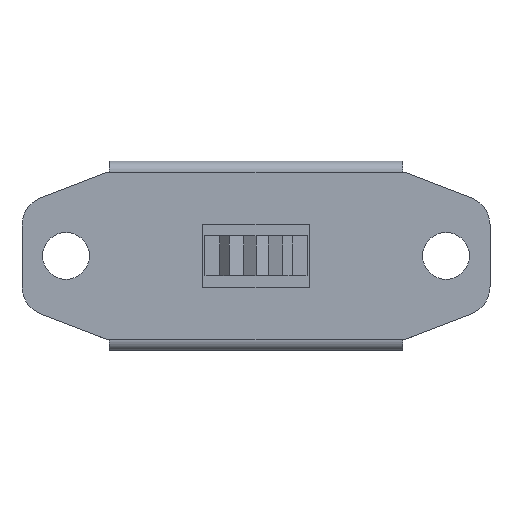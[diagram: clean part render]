
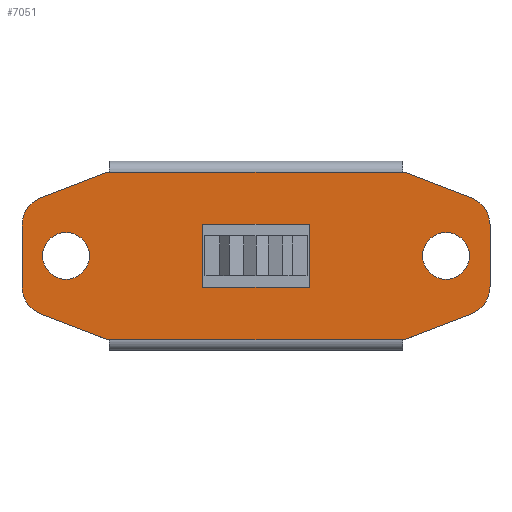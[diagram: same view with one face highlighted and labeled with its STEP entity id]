
A CAD part, top view. The second image highlights one B-rep face of the part: STEP entity #7051.
In plain terms, the highlighted planar face has unit normal (0, 0, 1).
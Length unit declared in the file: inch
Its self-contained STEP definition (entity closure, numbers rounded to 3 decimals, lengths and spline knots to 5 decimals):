
#49=FACE_BOUND('',#763,.T.);
#50=FACE_BOUND('',#764,.T.);
#51=FACE_BOUND('',#765,.T.);
#399=FACE_OUTER_BOUND('',#762,.T.);
#762=EDGE_LOOP('',(#5774,#5775,#5776,#5777,#5778,#5779,#5780,#5781,#5782,
#5783,#5784,#5785));
#763=EDGE_LOOP('',(#5786));
#764=EDGE_LOOP('',(#5787));
#765=EDGE_LOOP('',(#5788,#5789,#5790,#5791));
#977=CIRCLE('',#7545,0.05);
#979=CIRCLE('',#7548,0.05);
#982=CIRCLE('',#7552,0.062);
#983=CIRCLE('',#7555,0.062);
#984=CIRCLE('',#7556,0.062);
#985=CIRCLE('',#7557,0.062);
#1676=LINE('',#11995,#2478);
#1679=LINE('',#12001,#2481);
#1680=LINE('',#12003,#2482);
#1681=LINE('',#12005,#2483);
#1682=LINE('',#12009,#2484);
#1683=LINE('',#12013,#2485);
#1684=LINE('',#12015,#2486);
#1685=LINE('',#12017,#2487);
#1686=LINE('',#12021,#2488);
#1687=LINE('',#12023,#2489);
#1688=LINE('',#12025,#2490);
#1689=LINE('',#12026,#2491);
#2478=VECTOR('',#9130,0.3937);
#2481=VECTOR('',#9135,0.3937);
#2482=VECTOR('',#9136,0.3937);
#2483=VECTOR('',#9137,0.3937);
#2484=VECTOR('',#9140,0.3937);
#2485=VECTOR('',#9143,0.3937);
#2486=VECTOR('',#9144,0.3937);
#2487=VECTOR('',#9145,0.3937);
#2488=VECTOR('',#9148,0.3937);
#2489=VECTOR('',#9149,0.3937);
#2490=VECTOR('',#9150,0.3937);
#2491=VECTOR('',#9151,0.3937);
#3146=VERTEX_POINT('',#11973);
#3148=VERTEX_POINT('',#11979);
#3152=VERTEX_POINT('',#11988);
#3153=VERTEX_POINT('',#11990);
#3154=VERTEX_POINT('',#11994);
#3156=VERTEX_POINT('',#12000);
#3157=VERTEX_POINT('',#12002);
#3158=VERTEX_POINT('',#12004);
#3159=VERTEX_POINT('',#12006);
#3160=VERTEX_POINT('',#12008);
#3161=VERTEX_POINT('',#12010);
#3162=VERTEX_POINT('',#12012);
#3163=VERTEX_POINT('',#12014);
#3164=VERTEX_POINT('',#12016);
#3165=VERTEX_POINT('',#12019);
#3166=VERTEX_POINT('',#12020);
#3167=VERTEX_POINT('',#12022);
#3168=VERTEX_POINT('',#12024);
#4039=EDGE_CURVE('',#3146,#3146,#977,.T.);
#4042=EDGE_CURVE('',#3148,#3148,#979,.T.);
#4047=EDGE_CURVE('',#3152,#3153,#982,.T.);
#4049=EDGE_CURVE('',#3154,#3153,#1676,.T.);
#4052=EDGE_CURVE('',#3152,#3156,#1679,.T.);
#4053=EDGE_CURVE('',#3156,#3157,#1680,.T.);
#4054=EDGE_CURVE('',#3157,#3158,#1681,.T.);
#4055=EDGE_CURVE('',#3159,#3158,#983,.T.);
#4056=EDGE_CURVE('',#3159,#3160,#1682,.T.);
#4057=EDGE_CURVE('',#3161,#3160,#984,.T.);
#4058=EDGE_CURVE('',#3161,#3162,#1683,.T.);
#4059=EDGE_CURVE('',#3162,#3163,#1684,.T.);
#4060=EDGE_CURVE('',#3163,#3164,#1685,.T.);
#4061=EDGE_CURVE('',#3154,#3164,#985,.T.);
#4062=EDGE_CURVE('',#3165,#3166,#1686,.T.);
#4063=EDGE_CURVE('',#3166,#3167,#1687,.T.);
#4064=EDGE_CURVE('',#3167,#3168,#1688,.T.);
#4065=EDGE_CURVE('',#3168,#3165,#1689,.T.);
#5774=ORIENTED_EDGE('',*,*,#4047,.F.);
#5775=ORIENTED_EDGE('',*,*,#4052,.T.);
#5776=ORIENTED_EDGE('',*,*,#4053,.T.);
#5777=ORIENTED_EDGE('',*,*,#4054,.T.);
#5778=ORIENTED_EDGE('',*,*,#4055,.F.);
#5779=ORIENTED_EDGE('',*,*,#4056,.T.);
#5780=ORIENTED_EDGE('',*,*,#4057,.F.);
#5781=ORIENTED_EDGE('',*,*,#4058,.T.);
#5782=ORIENTED_EDGE('',*,*,#4059,.T.);
#5783=ORIENTED_EDGE('',*,*,#4060,.T.);
#5784=ORIENTED_EDGE('',*,*,#4061,.F.);
#5785=ORIENTED_EDGE('',*,*,#4049,.T.);
#5786=ORIENTED_EDGE('',*,*,#4039,.T.);
#5787=ORIENTED_EDGE('',*,*,#4042,.T.);
#5788=ORIENTED_EDGE('',*,*,#4062,.T.);
#5789=ORIENTED_EDGE('',*,*,#4063,.T.);
#5790=ORIENTED_EDGE('',*,*,#4064,.T.);
#5791=ORIENTED_EDGE('',*,*,#4065,.T.);
#6383=PLANE('',#7554);
#7051=ADVANCED_FACE('',(#399,#49,#50,#51),#6383,.T.);
#7545=AXIS2_PLACEMENT_3D('',#11974,#9108,#9109);
#7548=AXIS2_PLACEMENT_3D('',#11980,#9115,#9116);
#7552=AXIS2_PLACEMENT_3D('',#11991,#9125,#9126);
#7554=AXIS2_PLACEMENT_3D('',#11999,#9133,#9134);
#7555=AXIS2_PLACEMENT_3D('',#12007,#9138,#9139);
#7556=AXIS2_PLACEMENT_3D('',#12011,#9141,#9142);
#7557=AXIS2_PLACEMENT_3D('',#12018,#9146,#9147);
#9108=DIRECTION('center_axis',(0.,0.,-1.));
#9109=DIRECTION('ref_axis',(1.,0.,0.));
#9115=DIRECTION('center_axis',(0.,0.,-1.));
#9116=DIRECTION('ref_axis',(1.,0.,0.));
#9125=DIRECTION('center_axis',(0.,0.,-1.));
#9126=DIRECTION('ref_axis',(0.824,0.566,0.));
#9130=DIRECTION('',(0.,1.,0.));
#9133=DIRECTION('center_axis',(0.,0.,1.));
#9134=DIRECTION('ref_axis',(1.,0.,0.));
#9135=DIRECTION('',(-0.934,0.358,0.));
#9136=DIRECTION('',(-1.,0.,0.));
#9137=DIRECTION('',(-0.934,-0.358,0.));
#9138=DIRECTION('center_axis',(0.,0.,-1.));
#9139=DIRECTION('ref_axis',(-0.824,0.566,0.));
#9140=DIRECTION('',(0.,-1.,0.));
#9141=DIRECTION('center_axis',(0.,0.,-1.));
#9142=DIRECTION('ref_axis',(-0.824,-0.566,0.));
#9143=DIRECTION('',(0.934,-0.358,0.));
#9144=DIRECTION('',(1.,0.,0.));
#9145=DIRECTION('',(0.934,0.358,0.));
#9146=DIRECTION('center_axis',(0.,0.,-1.));
#9147=DIRECTION('ref_axis',(0.824,-0.566,0.));
#9148=DIRECTION('',(0.,1.,0.));
#9149=DIRECTION('',(1.,0.,0.));
#9150=DIRECTION('',(0.,-1.,0.));
#9151=DIRECTION('',(-1.,0.,0.));
#11973=CARTESIAN_POINT('',(0.356,0.,0.));
#11974=CARTESIAN_POINT('Origin',(0.406,0.,0.));
#11979=CARTESIAN_POINT('',(-0.456,0.,0.));
#11980=CARTESIAN_POINT('Origin',(-0.406,0.,0.));
#11988=CARTESIAN_POINT('',(0.46022,0.12387,0.));
#11990=CARTESIAN_POINT('',(0.5,0.06599,0.));
#11991=CARTESIAN_POINT('Origin',(0.438,0.06599,0.));
#11994=CARTESIAN_POINT('',(0.5,-0.06599,0.));
#11995=CARTESIAN_POINT('',(0.5,-0.10871,0.));
#11999=CARTESIAN_POINT('Origin',(0.,0.,0.));
#12000=CARTESIAN_POINT('',(0.31631,0.17911,0.));
#12001=CARTESIAN_POINT('',(0.20727,0.22097,0.));
#12002=CARTESIAN_POINT('',(-0.31631,0.17911,0.));
#12003=CARTESIAN_POINT('',(0.15816,0.17911,0.));
#12004=CARTESIAN_POINT('',(-0.46022,0.12387,0.));
#12005=CARTESIAN_POINT('',(-0.30027,0.18527,0.));
#12006=CARTESIAN_POINT('',(-0.5,0.06599,0.));
#12007=CARTESIAN_POINT('Origin',(-0.438,0.06599,0.));
#12008=CARTESIAN_POINT('',(-0.5,-0.06599,0.));
#12009=CARTESIAN_POINT('',(-0.5,0.10871,0.));
#12010=CARTESIAN_POINT('',(-0.46022,-0.12387,0.));
#12011=CARTESIAN_POINT('Origin',(-0.438,-0.06599,0.));
#12012=CARTESIAN_POINT('',(-0.31631,-0.17911,0.));
#12013=CARTESIAN_POINT('',(-0.20727,-0.22097,0.));
#12014=CARTESIAN_POINT('',(0.31631,-0.17911,0.));
#12015=CARTESIAN_POINT('',(-0.15816,-0.17911,0.));
#12016=CARTESIAN_POINT('',(0.46022,-0.12387,0.));
#12017=CARTESIAN_POINT('',(0.30027,-0.18527,0.));
#12018=CARTESIAN_POINT('Origin',(0.438,-0.06599,0.));
#12019=CARTESIAN_POINT('',(-0.114,-0.0675,0.));
#12020=CARTESIAN_POINT('',(-0.114,0.0675,0.));
#12021=CARTESIAN_POINT('',(-0.114,0.03375,0.));
#12022=CARTESIAN_POINT('',(0.114,0.0675,0.));
#12023=CARTESIAN_POINT('',(0.057,0.0675,0.));
#12024=CARTESIAN_POINT('',(0.114,-0.0675,0.));
#12025=CARTESIAN_POINT('',(0.114,-0.03375,0.));
#12026=CARTESIAN_POINT('',(-0.057,-0.0675,0.));
